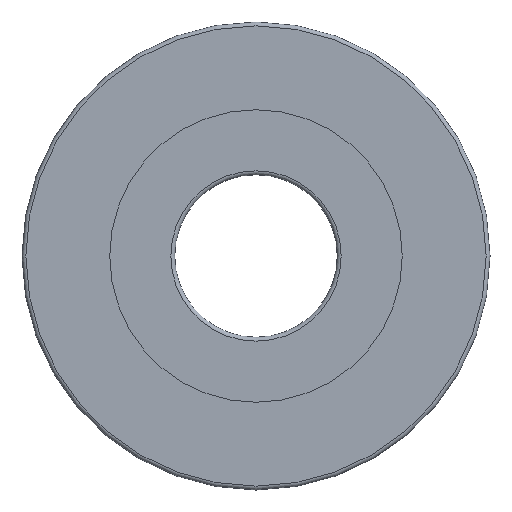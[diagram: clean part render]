
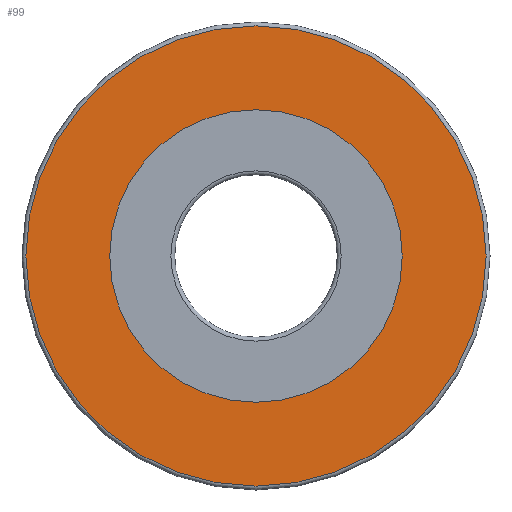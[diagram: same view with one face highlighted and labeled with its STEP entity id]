
A CAD part, left-side view. The second image highlights one B-rep face of the part: STEP entity #99.
In plain terms, the highlighted planar face has unit normal (-1, 0, 0).
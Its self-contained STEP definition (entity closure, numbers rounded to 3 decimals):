
#3 = DIRECTION ( 'NONE',  ( 1., 0., 0. ) ) ;
#11 = CARTESIAN_POINT ( 'NONE',  ( -11.9, 0., -22.5 ) ) ;
#22 = ORIENTED_EDGE ( 'NONE', *, *, #23, .T. ) ;
#23 = EDGE_CURVE ( 'NONE', #277, #277, #320, .T. ) ;
#27 = EDGE_CURVE ( 'NONE', #253, #253, #85, .T. ) ;
#33 = DIRECTION ( 'NONE',  ( 0., 0., -1. ) ) ;
#61 = AXIS2_PLACEMENT_3D ( 'NONE', #294, #118, #248 ) ;
#69 = FACE_OUTER_BOUND ( 'NONE', #94, .T. ) ;
#85 = CIRCLE ( 'NONE', #61, 35.4 ) ;
#94 = EDGE_LOOP ( 'NONE', ( #150 ) ) ;
#99 = ADVANCED_FACE ( 'NONE', ( #69, #100 ), #307, .F. ) ;
#100 = FACE_BOUND ( 'NONE', #269, .T. ) ;
#118 = DIRECTION ( 'NONE',  ( -1., 0., 0. ) ) ;
#124 = CARTESIAN_POINT ( 'NONE',  ( -11.9, 0., 0. ) ) ;
#150 = ORIENTED_EDGE ( 'NONE', *, *, #27, .T. ) ;
#159 = AXIS2_PLACEMENT_3D ( 'NONE', #124, #3, #293 ) ;
#195 = CARTESIAN_POINT ( 'NONE',  ( -11.9, 22.5, 0. ) ) ;
#248 = DIRECTION ( 'NONE',  ( 0., 0., -1. ) ) ;
#252 = DIRECTION ( 'NONE',  ( 1., 0., 0. ) ) ;
#253 = VERTEX_POINT ( 'NONE', #306 ) ;
#269 = EDGE_LOOP ( 'NONE', ( #22 ) ) ;
#277 = VERTEX_POINT ( 'NONE', #11 ) ;
#293 = DIRECTION ( 'NONE',  ( 0., 0., -1. ) ) ;
#294 = CARTESIAN_POINT ( 'NONE',  ( -11.9, 0., 0. ) ) ;
#306 = CARTESIAN_POINT ( 'NONE',  ( -11.9, 0., -35.4 ) ) ;
#307 = PLANE ( 'NONE',  #341 ) ;
#320 = CIRCLE ( 'NONE', #159, 22.5 ) ;
#341 = AXIS2_PLACEMENT_3D ( 'NONE', #195, #252, #33 ) ;
